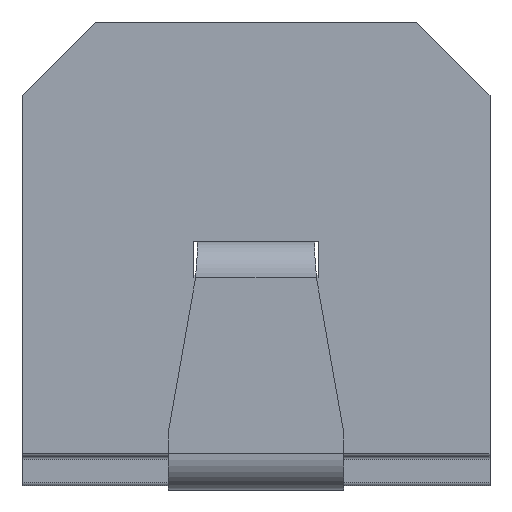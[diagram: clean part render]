
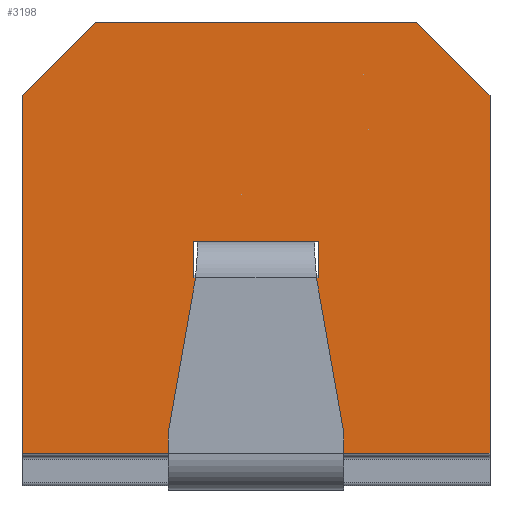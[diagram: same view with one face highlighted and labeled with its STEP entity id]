
A CAD part, left-side view. The second image highlights one B-rep face of the part: STEP entity #3198.
In plain terms, the highlighted face is planar.
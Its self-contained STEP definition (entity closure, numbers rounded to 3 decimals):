
#103=LINE('',#4058,#373);
#121=LINE('',#4106,#391);
#127=LINE('',#4145,#397);
#129=LINE('',#4152,#399);
#130=LINE('',#4156,#400);
#136=LINE('',#4177,#406);
#137=LINE('',#4179,#407);
#138=LINE('',#4181,#408);
#139=LINE('',#4182,#409);
#140=LINE('',#4183,#410);
#141=LINE('',#4185,#411);
#142=LINE('',#4187,#412);
#143=LINE('',#4188,#413);
#144=LINE('',#4190,#414);
#145=LINE('',#4192,#415);
#146=LINE('',#4194,#416);
#373=VECTOR('',#3482,1000.);
#391=VECTOR('',#3512,1000.);
#397=VECTOR('',#3538,1000.);
#399=VECTOR('',#3546,1000.);
#400=VECTOR('',#3551,1000.);
#406=VECTOR('',#3569,1000.);
#407=VECTOR('',#3570,1000.);
#408=VECTOR('',#3571,1000.);
#409=VECTOR('',#3572,1000.);
#410=VECTOR('',#3573,1000.);
#411=VECTOR('',#3574,1000.);
#412=VECTOR('',#3575,1000.);
#413=VECTOR('',#3576,1000.);
#414=VECTOR('',#3577,1000.);
#415=VECTOR('',#3578,1000.);
#416=VECTOR('',#3579,1000.);
#712=ORIENTED_EDGE('',*,*,#1380,.F.);
#713=ORIENTED_EDGE('',*,*,#1381,.T.);
#714=ORIENTED_EDGE('',*,*,#1382,.F.);
#715=ORIENTED_EDGE('',*,*,#1327,.T.);
#716=ORIENTED_EDGE('',*,*,#1363,.T.);
#717=ORIENTED_EDGE('',*,*,#1383,.F.);
#718=ORIENTED_EDGE('',*,*,#1367,.F.);
#719=ORIENTED_EDGE('',*,*,#1384,.T.);
#720=ORIENTED_EDGE('',*,*,#1385,.T.);
#721=ORIENTED_EDGE('',*,*,#1386,.F.);
#722=ORIENTED_EDGE('',*,*,#1349,.F.);
#723=ORIENTED_EDGE('',*,*,#1387,.F.);
#724=ORIENTED_EDGE('',*,*,#1388,.T.);
#725=ORIENTED_EDGE('',*,*,#1389,.T.);
#726=ORIENTED_EDGE('',*,*,#1390,.F.);
#727=ORIENTED_EDGE('',*,*,#1369,.T.);
#1327=EDGE_CURVE('',#1668,#1669,#103,.T.);
#1349=EDGE_CURVE('',#1688,#1689,#121,.T.);
#1363=EDGE_CURVE('',#1669,#1698,#127,.T.);
#1367=EDGE_CURVE('',#1700,#1699,#129,.T.);
#1369=EDGE_CURVE('',#1702,#1701,#130,.T.);
#1380=EDGE_CURVE('',#1711,#1701,#136,.T.);
#1381=EDGE_CURVE('',#1711,#1712,#137,.T.);
#1382=EDGE_CURVE('',#1668,#1712,#138,.T.);
#1383=EDGE_CURVE('',#1699,#1698,#139,.T.);
#1384=EDGE_CURVE('',#1700,#1713,#140,.T.);
#1385=EDGE_CURVE('',#1713,#1714,#141,.T.);
#1386=EDGE_CURVE('',#1689,#1714,#142,.T.);
#1387=EDGE_CURVE('',#1715,#1688,#143,.T.);
#1388=EDGE_CURVE('',#1715,#1716,#144,.T.);
#1389=EDGE_CURVE('',#1716,#1717,#145,.T.);
#1390=EDGE_CURVE('',#1702,#1717,#146,.T.);
#1668=VERTEX_POINT('',#4059);
#1669=VERTEX_POINT('',#4060);
#1688=VERTEX_POINT('',#4107);
#1689=VERTEX_POINT('',#4108);
#1698=VERTEX_POINT('',#4144);
#1699=VERTEX_POINT('',#4148);
#1700=VERTEX_POINT('',#4151);
#1701=VERTEX_POINT('',#4155);
#1702=VERTEX_POINT('',#4157);
#1711=VERTEX_POINT('',#4178);
#1712=VERTEX_POINT('',#4180);
#1713=VERTEX_POINT('',#4184);
#1714=VERTEX_POINT('',#4186);
#1715=VERTEX_POINT('',#4189);
#1716=VERTEX_POINT('',#4191);
#1717=VERTEX_POINT('',#4193);
#1933=EDGE_LOOP('',(#712,#713,#714,#715,#716,#717,#718,#719,#720,#721,#722,
#723,#724,#725,#726,#727));
#2074=FACE_BOUND('',#1933,.T.);
#2209=PLANE('',#3348);
#3198=ADVANCED_FACE('',(#2074),#2209,.F.);
#3348=AXIS2_PLACEMENT_3D('',#4176,#3567,#3568);
#3482=DIRECTION('',(-1.,0.,0.));
#3512=DIRECTION('',(-1.,0.,0.));
#3538=DIRECTION('',(0.,0.,1.));
#3546=DIRECTION('',(0.,0.,1.));
#3551=DIRECTION('',(0.,0.,-1.));
#3567=DIRECTION('',(0.,1.,0.));
#3568=DIRECTION('',(0.,0.,1.));
#3569=DIRECTION('',(-1.,0.,0.));
#3570=DIRECTION('',(0.,0.,1.));
#3571=DIRECTION('',(-0.174,0.,-0.985));
#3572=DIRECTION('',(-1.,0.,0.));
#3573=DIRECTION('',(-1.,0.,0.));
#3574=DIRECTION('',(0.174,0.,-0.985));
#3575=DIRECTION('',(0.,0.,1.));
#3576=DIRECTION('',(0.,0.,-1.));
#3577=DIRECTION('',(-0.707,0.,0.707));
#3578=DIRECTION('',(-1.,0.,0.));
#3579=DIRECTION('',(0.707,0.,0.707));
#4058=CARTESIAN_POINT('',(1.6,-2.1,1.42));
#4059=CARTESIAN_POINT('',(-0.413,-2.1,1.42));
#4060=CARTESIAN_POINT('',(-0.425,-2.1,1.42));
#4106=CARTESIAN_POINT('',(1.6,-2.1,0.22));
#4107=CARTESIAN_POINT('',(1.6,-2.1,0.22));
#4108=CARTESIAN_POINT('',(0.6,-2.1,0.22));
#4144=CARTESIAN_POINT('',(-0.425,-2.1,1.67));
#4145=CARTESIAN_POINT('',(-0.425,-2.1,1.44));
#4148=CARTESIAN_POINT('',(0.425,-2.1,1.67));
#4151=CARTESIAN_POINT('',(0.425,-2.1,1.42));
#4152=CARTESIAN_POINT('',(0.425,-2.1,1.44));
#4155=CARTESIAN_POINT('',(-1.6,-2.1,0.22));
#4156=CARTESIAN_POINT('',(-1.6,-2.1,1.67));
#4157=CARTESIAN_POINT('',(-1.6,-2.1,2.67));
#4176=CARTESIAN_POINT('',(1.6,-2.1,1.67));
#4177=CARTESIAN_POINT('',(1.6,-2.1,0.22));
#4178=CARTESIAN_POINT('',(-0.6,-2.1,0.22));
#4179=CARTESIAN_POINT('',(-0.6,-2.1,1.67));
#4180=CARTESIAN_POINT('',(-0.6,-2.1,0.361));
#4181=CARTESIAN_POINT('',(-0.31,-2.1,2.007));
#4182=CARTESIAN_POINT('',(1.6,-2.1,1.67));
#4183=CARTESIAN_POINT('',(1.6,-2.1,1.42));
#4184=CARTESIAN_POINT('',(0.413,-2.1,1.42));
#4185=CARTESIAN_POINT('',(0.406,-2.1,1.46));
#4186=CARTESIAN_POINT('',(0.6,-2.1,0.361));
#4187=CARTESIAN_POINT('',(0.6,-2.1,1.67));
#4188=CARTESIAN_POINT('',(1.6,-2.1,1.67));
#4189=CARTESIAN_POINT('',(1.6,-2.1,2.67));
#4190=CARTESIAN_POINT('',(2.1,-2.1,2.17));
#4191=CARTESIAN_POINT('',(1.1,-2.1,3.17));
#4192=CARTESIAN_POINT('',(1.6,-2.1,3.17));
#4193=CARTESIAN_POINT('',(-1.1,-2.1,3.17));
#4194=CARTESIAN_POINT('',(-0.5,-2.1,3.77));
